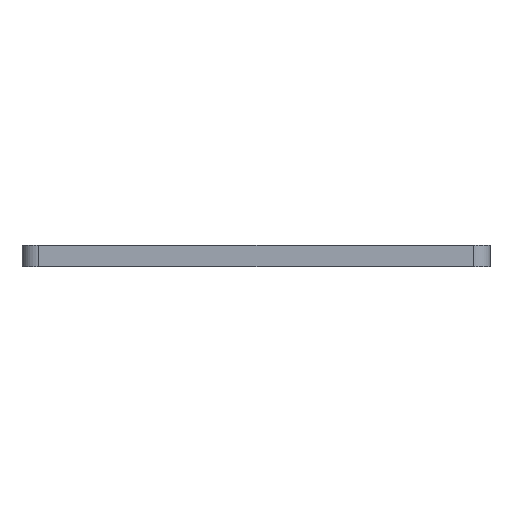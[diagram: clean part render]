
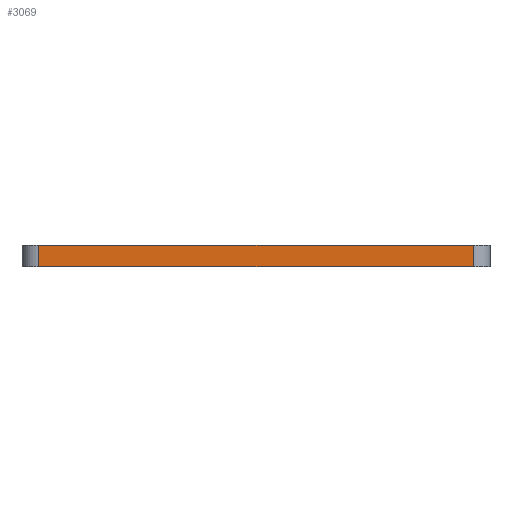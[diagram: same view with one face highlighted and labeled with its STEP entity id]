
A CAD part, front view. The second image highlights one B-rep face of the part: STEP entity #3069.
In plain terms, the highlighted planar face has unit normal (0, -1, 0).
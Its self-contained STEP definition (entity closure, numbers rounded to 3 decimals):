
#83 = PLANE('',#84);
#84 = AXIS2_PLACEMENT_3D('',#85,#86,#87);
#85 = CARTESIAN_POINT('',(148.454,-105.003,1.6));
#86 = DIRECTION('',(0.,0.,1.));
#87 = DIRECTION('',(1.,0.,-0.));
#137 = PLANE('',#138);
#138 = AXIS2_PLACEMENT_3D('',#139,#140,#141);
#139 = CARTESIAN_POINT('',(148.454,-105.003,0.));
#140 = DIRECTION('',(0.,0.,1.));
#141 = DIRECTION('',(1.,0.,-0.));
#268 = CYLINDRICAL_SURFACE('',#269,1.27);
#269 = AXIS2_PLACEMENT_3D('',#270,#271,#272);
#270 = CARTESIAN_POINT('',(131.991,-112.624,0.));
#271 = DIRECTION('',(-0.,-0.,-1.));
#272 = DIRECTION('',(1.,0.,-0.));
#307 = VERTEX_POINT('',#308);
#308 = CARTESIAN_POINT('',(131.991,-113.894,0.));
#330 = EDGE_CURVE('',#307,#331,#333,.T.);
#331 = VERTEX_POINT('',#332);
#332 = CARTESIAN_POINT('',(165.011,-113.894,0.));
#333 = SURFACE_CURVE('',#334,(#338,#345),.PCURVE_S1.);
#334 = LINE('',#335,#336);
#335 = CARTESIAN_POINT('',(131.991,-113.894,0.));
#336 = VECTOR('',#337,1.);
#337 = DIRECTION('',(1.,0.,0.));
#338 = PCURVE('',#137,#339);
#339 = DEFINITIONAL_REPRESENTATION('',(#340),#344);
#340 = LINE('',#341,#342);
#341 = CARTESIAN_POINT('',(-16.463,-8.89));
#342 = VECTOR('',#343,1.);
#343 = DIRECTION('',(1.,0.));
#344 = ( GEOMETRIC_REPRESENTATION_CONTEXT(2) 
PARAMETRIC_REPRESENTATION_CONTEXT() REPRESENTATION_CONTEXT('2D SPACE',''
  ) );
#345 = PCURVE('',#346,#351);
#346 = PLANE('',#347);
#347 = AXIS2_PLACEMENT_3D('',#348,#349,#350);
#348 = CARTESIAN_POINT('',(131.991,-113.894,0.));
#349 = DIRECTION('',(0.,1.,0.));
#350 = DIRECTION('',(1.,0.,0.));
#351 = DEFINITIONAL_REPRESENTATION('',(#352),#356);
#352 = LINE('',#353,#354);
#353 = CARTESIAN_POINT('',(0.,0.));
#354 = VECTOR('',#355,1.);
#355 = DIRECTION('',(1.,0.));
#356 = ( GEOMETRIC_REPRESENTATION_CONTEXT(2) 
PARAMETRIC_REPRESENTATION_CONTEXT() REPRESENTATION_CONTEXT('2D SPACE',''
  ) );
#375 = CYLINDRICAL_SURFACE('',#376,1.27);
#376 = AXIS2_PLACEMENT_3D('',#377,#378,#379);
#377 = CARTESIAN_POINT('',(165.011,-112.624,0.));
#378 = DIRECTION('',(-0.,-0.,-1.));
#379 = DIRECTION('',(1.,0.,-0.));
#1766 = VERTEX_POINT('',#1767);
#1767 = CARTESIAN_POINT('',(131.991,-113.894,1.6));
#1789 = EDGE_CURVE('',#1766,#1790,#1792,.T.);
#1790 = VERTEX_POINT('',#1791);
#1791 = CARTESIAN_POINT('',(165.011,-113.894,1.6));
#1792 = SURFACE_CURVE('',#1793,(#1797,#1804),.PCURVE_S1.);
#1793 = LINE('',#1794,#1795);
#1794 = CARTESIAN_POINT('',(131.991,-113.894,1.6));
#1795 = VECTOR('',#1796,1.);
#1796 = DIRECTION('',(1.,0.,0.));
#1797 = PCURVE('',#83,#1798);
#1798 = DEFINITIONAL_REPRESENTATION('',(#1799),#1803);
#1799 = LINE('',#1800,#1801);
#1800 = CARTESIAN_POINT('',(-16.463,-8.89));
#1801 = VECTOR('',#1802,1.);
#1802 = DIRECTION('',(1.,0.));
#1803 = ( GEOMETRIC_REPRESENTATION_CONTEXT(2) 
PARAMETRIC_REPRESENTATION_CONTEXT() REPRESENTATION_CONTEXT('2D SPACE',''
  ) );
#1804 = PCURVE('',#346,#1805);
#1805 = DEFINITIONAL_REPRESENTATION('',(#1806),#1810);
#1806 = LINE('',#1807,#1808);
#1807 = CARTESIAN_POINT('',(0.,-1.6));
#1808 = VECTOR('',#1809,1.);
#1809 = DIRECTION('',(1.,0.));
#1810 = ( GEOMETRIC_REPRESENTATION_CONTEXT(2) 
PARAMETRIC_REPRESENTATION_CONTEXT() REPRESENTATION_CONTEXT('2D SPACE',''
  ) );
#3021 = EDGE_CURVE('',#307,#1766,#3022,.T.);
#3022 = SURFACE_CURVE('',#3023,(#3027,#3034),.PCURVE_S1.);
#3023 = LINE('',#3024,#3025);
#3024 = CARTESIAN_POINT('',(131.991,-113.894,0.));
#3025 = VECTOR('',#3026,1.);
#3026 = DIRECTION('',(0.,0.,1.));
#3027 = PCURVE('',#268,#3028);
#3028 = DEFINITIONAL_REPRESENTATION('',(#3029),#3033);
#3029 = LINE('',#3030,#3031);
#3030 = CARTESIAN_POINT('',(-4.712,0.));
#3031 = VECTOR('',#3032,1.);
#3032 = DIRECTION('',(-0.,-1.));
#3033 = ( GEOMETRIC_REPRESENTATION_CONTEXT(2) 
PARAMETRIC_REPRESENTATION_CONTEXT() REPRESENTATION_CONTEXT('2D SPACE',''
  ) );
#3034 = PCURVE('',#346,#3035);
#3035 = DEFINITIONAL_REPRESENTATION('',(#3036),#3040);
#3036 = LINE('',#3037,#3038);
#3037 = CARTESIAN_POINT('',(0.,0.));
#3038 = VECTOR('',#3039,1.);
#3039 = DIRECTION('',(0.,-1.));
#3040 = ( GEOMETRIC_REPRESENTATION_CONTEXT(2) 
PARAMETRIC_REPRESENTATION_CONTEXT() REPRESENTATION_CONTEXT('2D SPACE',''
  ) );
#3069 = ADVANCED_FACE('',(#3070),#346,.F.);
#3070 = FACE_BOUND('',#3071,.F.);
#3071 = EDGE_LOOP('',(#3072,#3073,#3074,#3095));
#3072 = ORIENTED_EDGE('',*,*,#3021,.T.);
#3073 = ORIENTED_EDGE('',*,*,#1789,.T.);
#3074 = ORIENTED_EDGE('',*,*,#3075,.F.);
#3075 = EDGE_CURVE('',#331,#1790,#3076,.T.);
#3076 = SURFACE_CURVE('',#3077,(#3081,#3088),.PCURVE_S1.);
#3077 = LINE('',#3078,#3079);
#3078 = CARTESIAN_POINT('',(165.011,-113.894,0.));
#3079 = VECTOR('',#3080,1.);
#3080 = DIRECTION('',(0.,0.,1.));
#3081 = PCURVE('',#346,#3082);
#3082 = DEFINITIONAL_REPRESENTATION('',(#3083),#3087);
#3083 = LINE('',#3084,#3085);
#3084 = CARTESIAN_POINT('',(33.02,0.));
#3085 = VECTOR('',#3086,1.);
#3086 = DIRECTION('',(0.,-1.));
#3087 = ( GEOMETRIC_REPRESENTATION_CONTEXT(2) 
PARAMETRIC_REPRESENTATION_CONTEXT() REPRESENTATION_CONTEXT('2D SPACE',''
  ) );
#3088 = PCURVE('',#375,#3089);
#3089 = DEFINITIONAL_REPRESENTATION('',(#3090),#3094);
#3090 = LINE('',#3091,#3092);
#3091 = CARTESIAN_POINT('',(-4.712,0.));
#3092 = VECTOR('',#3093,1.);
#3093 = DIRECTION('',(-0.,-1.));
#3094 = ( GEOMETRIC_REPRESENTATION_CONTEXT(2) 
PARAMETRIC_REPRESENTATION_CONTEXT() REPRESENTATION_CONTEXT('2D SPACE',''
  ) );
#3095 = ORIENTED_EDGE('',*,*,#330,.F.);
